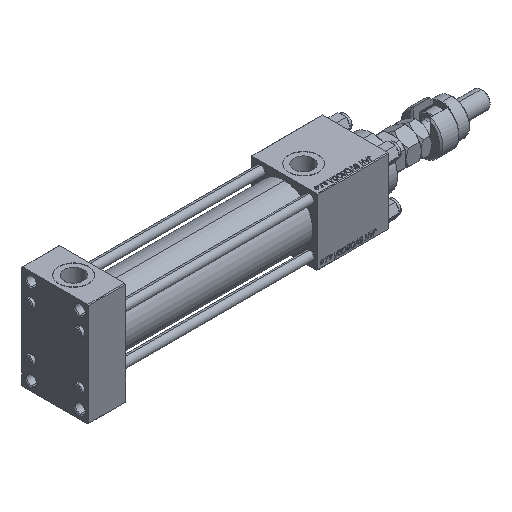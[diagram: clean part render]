
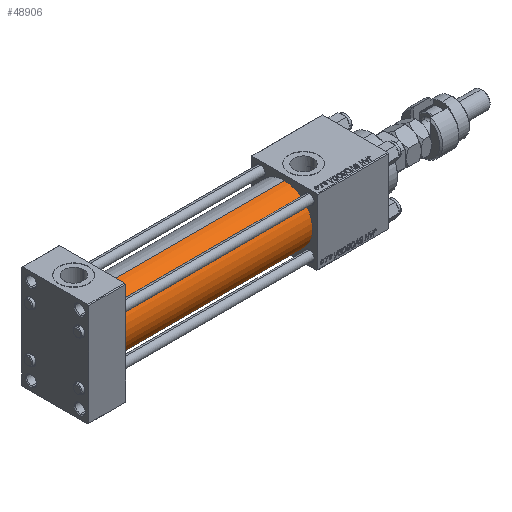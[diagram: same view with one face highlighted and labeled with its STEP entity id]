
A CAD part, isometric view. The second image highlights one B-rep face of the part: STEP entity #48906.
In plain terms, the highlighted cylindrical face has radius 19 mm (diameter 38 mm), a partial arc.
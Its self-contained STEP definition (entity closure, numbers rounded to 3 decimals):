
#742 = CYLINDRICAL_SURFACE ( 'NONE', #47487, 19. ) ;
#4631 = CIRCLE ( 'NONE', #16534, 19. ) ;
#5244 = VERTEX_POINT ( 'NONE', #11674 ) ;
#6290 = EDGE_CURVE ( 'NONE', #48109, #41116, #46669, .T. ) ;
#6837 = DIRECTION ( 'NONE',  ( 1., 0., 0. ) ) ;
#8800 = EDGE_CURVE ( 'NONE', #48529, #48109, #48516, .T. ) ;
#9023 = DIRECTION ( 'NONE',  ( 0., 0., 1. ) ) ;
#10006 = CARTESIAN_POINT ( 'NONE',  ( 155., 0., 19. ) ) ;
#11674 = CARTESIAN_POINT ( 'NONE',  ( 155., 0., -19. ) ) ;
#11909 = DIRECTION ( 'NONE',  ( 1., 0., 0. ) ) ;
#11955 = CARTESIAN_POINT ( 'NONE',  ( 155., 0., 19. ) ) ;
#13440 = AXIS2_PLACEMENT_3D ( 'NONE', #14838, #6837, #31137 ) ;
#14182 = DIRECTION ( 'NONE',  ( -1., 0., 0. ) ) ;
#14331 = ORIENTED_EDGE ( 'NONE', *, *, #41130, .F. ) ;
#14838 = CARTESIAN_POINT ( 'NONE',  ( 25., 0., 0. ) ) ;
#16534 = AXIS2_PLACEMENT_3D ( 'NONE', #40215, #11909, #23926 ) ;
#17380 = ORIENTED_EDGE ( 'NONE', *, *, #6290, .T. ) ;
#23926 = DIRECTION ( 'NONE',  ( 0., 0., -1. ) ) ;
#29306 = DIRECTION ( 'NONE',  ( -1., 0., 0. ) ) ;
#29725 = VECTOR ( 'NONE', #39736, 1000. ) ;
#31137 = DIRECTION ( 'NONE',  ( 0., 0., 1. ) ) ;
#33329 = CARTESIAN_POINT ( 'NONE',  ( 155., 0., 0. ) ) ;
#33990 = VECTOR ( 'NONE', #14182, 1000. ) ;
#37323 = FACE_OUTER_BOUND ( 'NONE', #38508, .T. ) ;
#37640 = ORIENTED_EDGE ( 'NONE', *, *, #8800, .T. ) ;
#38508 = EDGE_LOOP ( 'NONE', ( #41298, #14331, #37640, #17380 ) ) ;
#39171 = CARTESIAN_POINT ( 'NONE',  ( 25., 0., -19. ) ) ;
#39736 = DIRECTION ( 'NONE',  ( -1., 0., 0. ) ) ;
#40215 = CARTESIAN_POINT ( 'NONE',  ( 155., 0., 0. ) ) ;
#41116 = VERTEX_POINT ( 'NONE', #39171 ) ;
#41130 = EDGE_CURVE ( 'NONE', #48529, #5244, #4631, .T. ) ;
#41298 = ORIENTED_EDGE ( 'NONE', *, *, #51423, .F. ) ;
#46669 = CIRCLE ( 'NONE', #13440, 19. ) ;
#47487 = AXIS2_PLACEMENT_3D ( 'NONE', #33329, #29306, #9023 ) ;
#48109 = VERTEX_POINT ( 'NONE', #52516 ) ;
#48516 = LINE ( 'NONE', #11955, #29725 ) ;
#48529 = VERTEX_POINT ( 'NONE', #10006 ) ;
#48906 = ADVANCED_FACE ( 'NONE', ( #37323 ), #742, .T. ) ;
#50735 = CARTESIAN_POINT ( 'NONE',  ( 155., 0., -19. ) ) ;
#51423 = EDGE_CURVE ( 'NONE', #5244, #41116, #51779, .T. ) ;
#51779 = LINE ( 'NONE', #50735, #33990 ) ;
#52516 = CARTESIAN_POINT ( 'NONE',  ( 25., 0., 19. ) ) ;
